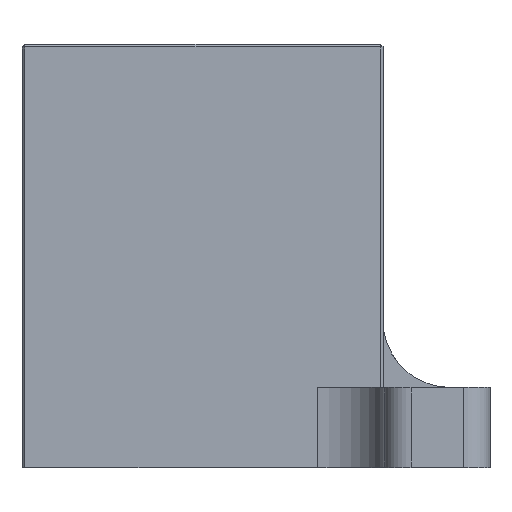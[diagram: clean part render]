
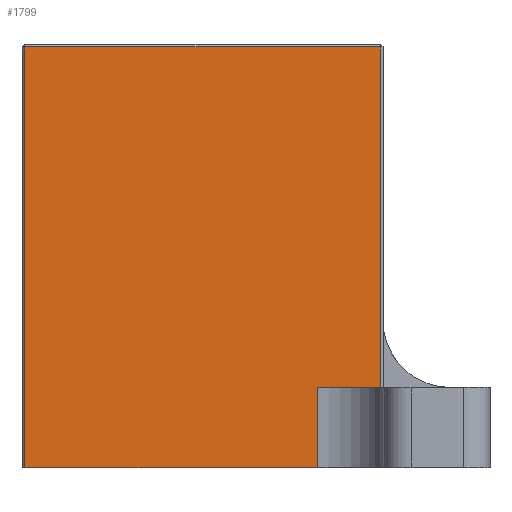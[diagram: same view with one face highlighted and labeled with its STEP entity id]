
A CAD part, left-side view. The second image highlights one B-rep face of the part: STEP entity #1799.
In plain terms, the highlighted planar face has unit normal (-1, 0, 0).
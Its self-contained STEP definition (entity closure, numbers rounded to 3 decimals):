
#70=PLANE('',#1944);
#139=FACE_OUTER_BOUND('',#249,.T.);
#249=EDGE_LOOP('',(#1318,#1319,#1320,#1321,#1322,#1323));
#392=LINE('',#2844,#566);
#394=LINE('',#2850,#568);
#395=LINE('',#2852,#569);
#396=LINE('',#2854,#570);
#397=LINE('',#2856,#571);
#398=LINE('',#2857,#572);
#566=VECTOR('',#2229,10.);
#568=VECTOR('',#2235,10.);
#569=VECTOR('',#2236,1000.);
#570=VECTOR('',#2237,1000.);
#571=VECTOR('',#2238,1000.);
#572=VECTOR('',#2239,1000.);
#822=VERTEX_POINT('',#2840);
#824=VERTEX_POINT('',#2843);
#826=VERTEX_POINT('',#2849);
#827=VERTEX_POINT('',#2851);
#828=VERTEX_POINT('',#2853);
#829=VERTEX_POINT('',#2855);
#1010=EDGE_CURVE('',#822,#824,#392,.T.);
#1013=EDGE_CURVE('',#826,#822,#394,.T.);
#1014=EDGE_CURVE('',#827,#826,#395,.T.);
#1015=EDGE_CURVE('',#828,#827,#396,.T.);
#1016=EDGE_CURVE('',#829,#828,#397,.T.);
#1017=EDGE_CURVE('',#824,#829,#398,.T.);
#1318=ORIENTED_EDGE('',*,*,#1013,.F.);
#1319=ORIENTED_EDGE('',*,*,#1014,.F.);
#1320=ORIENTED_EDGE('',*,*,#1015,.F.);
#1321=ORIENTED_EDGE('',*,*,#1016,.F.);
#1322=ORIENTED_EDGE('',*,*,#1017,.F.);
#1323=ORIENTED_EDGE('',*,*,#1010,.F.);
#1799=ADVANCED_FACE('',(#139),#70,.T.);
#1944=AXIS2_PLACEMENT_3D('',#2848,#2233,#2234);
#2229=DIRECTION('',(0.,0.,-1.));
#2233=DIRECTION('center_axis',(-1.,0.,0.));
#2234=DIRECTION('ref_axis',(0.,-1.,0.));
#2235=DIRECTION('',(0.,1.,0.));
#2236=DIRECTION('',(0.,0.,-1.));
#2237=DIRECTION('',(0.,-1.,0.));
#2238=DIRECTION('',(0.,0.,1.));
#2239=DIRECTION('',(0.,1.,0.));
#2840=CARTESIAN_POINT('',(2.,-8.6,6.45));
#2843=CARTESIAN_POINT('',(2.,-8.6,0.45));
#2844=CARTESIAN_POINT('',(2.,-8.6,0.45));
#2848=CARTESIAN_POINT('Origin',(2.,13.5,-33.159));
#2849=CARTESIAN_POINT('',(2.,-13.3,6.45));
#2850=CARTESIAN_POINT('',(2.,1.2,6.45));
#2851=CARTESIAN_POINT('',(2.,-13.3,31.911));
#2852=CARTESIAN_POINT('',(2.,-13.3,-33.159));
#2853=CARTESIAN_POINT('',(2.,13.3,31.911));
#2854=CARTESIAN_POINT('',(2.,13.5,31.911));
#2855=CARTESIAN_POINT('',(2.,13.3,0.45));
#2856=CARTESIAN_POINT('',(2.,13.3,-33.159));
#2857=CARTESIAN_POINT('',(2.,13.5,0.45));
